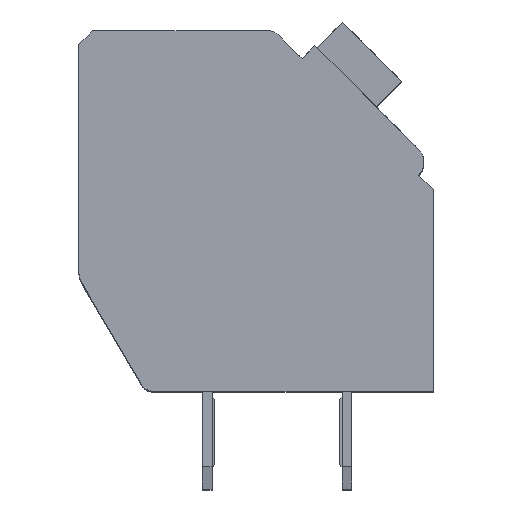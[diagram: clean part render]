
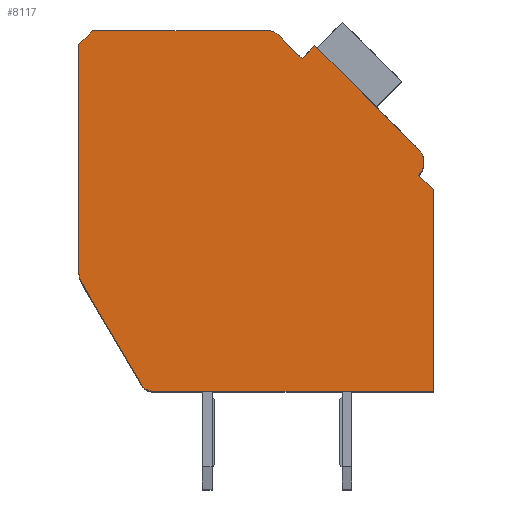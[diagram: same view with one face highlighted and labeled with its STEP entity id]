
A CAD part, top view. The second image highlights one B-rep face of the part: STEP entity #8117.
In plain terms, the highlighted planar face has unit normal (0, 0, 1).
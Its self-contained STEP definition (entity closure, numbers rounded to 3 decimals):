
#221=DIRECTION('',(0.,-1.,0.));
#222=VECTOR('',#221,8.053);
#223=CARTESIAN_POINT('',(-12.7,12.4,2.1));
#224=LINE('',#223,#222);
#225=DIRECTION('',(-0.707,-0.707,0.));
#226=VECTOR('',#225,0.707);
#227=CARTESIAN_POINT('',(-12.2,12.9,2.1));
#228=LINE('',#227,#226);
#229=DIRECTION('',(-1.,0.,0.));
#230=VECTOR('',#229,6.298);
#231=CARTESIAN_POINT('',(-5.902,12.9,2.1));
#232=LINE('',#231,#230);
#233=CARTESIAN_POINT('',(-5.902,12.4,2.1));
#234=DIRECTION('',(0.,0.,1.));
#235=DIRECTION('',(0.707,0.707,0.));
#236=AXIS2_PLACEMENT_3D('',#233,#234,#235);
#238=DIRECTION('',(-0.707,0.707,0.));
#239=VECTOR('',#238,1.197);
#240=CARTESIAN_POINT('',(-4.702,11.907,2.1));
#241=LINE('',#240,#239);
#242=DIRECTION('',(-0.707,-0.707,0.));
#243=VECTOR('',#242,0.65);
#244=CARTESIAN_POINT('',(-4.243,12.367,2.1));
#245=LINE('',#244,#243);
#246=DIRECTION('',(-0.707,0.707,0.));
#247=VECTOR('',#246,5.25);
#248=CARTESIAN_POINT('',(-0.53,8.655,2.1));
#249=LINE('',#248,#247);
#250=CARTESIAN_POINT('',(-0.99,8.195,2.1));
#251=DIRECTION('',(0.,0.,1.));
#252=DIRECTION('',(0.707,-0.707,0.));
#253=AXIS2_PLACEMENT_3D('',#250,#251,#252);
#255=DIRECTION('',(-0.707,0.707,0.));
#256=VECTOR('',#255,0.75);
#257=CARTESIAN_POINT('',(0.,7.205,2.1));
#258=LINE('',#257,#256);
#259=DIRECTION('',(0.,1.,0.));
#260=VECTOR('',#259,7.205);
#261=CARTESIAN_POINT('',(0.,0.,2.1));
#262=LINE('',#261,#260);
#263=DIRECTION('',(1.,0.,0.));
#264=VECTOR('',#263,10.014);
#265=CARTESIAN_POINT('',(-10.014,0.,2.1));
#266=LINE('',#265,#264);
#267=CARTESIAN_POINT('',(-10.014,0.5,2.1));
#268=DIRECTION('',(0.,0.,1.));
#269=DIRECTION('',(-0.862,-0.508,0.));
#270=AXIS2_PLACEMENT_3D('',#267,#268,#269);
#272=DIRECTION('',(0.508,-0.862,0.));
#273=VECTOR('',#272,4.17);
#274=CARTESIAN_POINT('',(-12.562,3.839,2.1));
#275=LINE('',#274,#273);
#276=CARTESIAN_POINT('',(-11.7,4.347,2.1));
#277=DIRECTION('',(0.,0.,1.));
#278=DIRECTION('',(-1.,0.,0.));
#279=AXIS2_PLACEMENT_3D('',#276,#277,#278);
#6055=CARTESIAN_POINT('',(-12.7,12.4,2.1));
#6056=CARTESIAN_POINT('',(-12.7,4.347,2.1));
#6057=VERTEX_POINT('',#6055);
#6058=VERTEX_POINT('',#6056);
#6059=CARTESIAN_POINT('',(-12.562,3.839,2.1));
#6060=VERTEX_POINT('',#6059);
#6061=CARTESIAN_POINT('',(-10.445,0.246,2.1));
#6062=VERTEX_POINT('',#6061);
#6063=CARTESIAN_POINT('',(-10.014,0.,2.1));
#6064=VERTEX_POINT('',#6063);
#6065=CARTESIAN_POINT('',(0.,0.,2.1));
#6066=VERTEX_POINT('',#6065);
#6067=CARTESIAN_POINT('',(0.,7.205,2.1));
#6068=VERTEX_POINT('',#6067);
#6069=CARTESIAN_POINT('',(-0.53,7.735,2.1));
#6070=VERTEX_POINT('',#6069);
#6071=CARTESIAN_POINT('',(-0.53,8.655,2.1));
#6072=VERTEX_POINT('',#6071);
#6073=CARTESIAN_POINT('',(-4.243,12.367,2.1));
#6074=VERTEX_POINT('',#6073);
#6075=CARTESIAN_POINT('',(-4.702,11.907,2.1));
#6076=VERTEX_POINT('',#6075);
#6077=CARTESIAN_POINT('',(-5.548,12.754,2.1));
#6078=VERTEX_POINT('',#6077);
#6079=CARTESIAN_POINT('',(-5.902,12.9,2.1));
#6080=VERTEX_POINT('',#6079);
#6081=CARTESIAN_POINT('',(-12.2,12.9,2.1));
#6082=VERTEX_POINT('',#6081);
#8084=CARTESIAN_POINT('',(0.,0.,2.1));
#8085=DIRECTION('',(0.,0.,1.));
#8086=DIRECTION('',(1.,0.,0.));
#8087=AXIS2_PLACEMENT_3D('',#8084,#8085,#8086);
#8088=PLANE('',#8087);
#8089=ORIENTED_EDGE('',*,*,#7906,.F.);
#8091=ORIENTED_EDGE('',*,*,#8090,.F.);
#8093=ORIENTED_EDGE('',*,*,#8092,.F.);
#8095=ORIENTED_EDGE('',*,*,#8094,.F.);
#8097=ORIENTED_EDGE('',*,*,#8096,.F.);
#8099=ORIENTED_EDGE('',*,*,#8098,.F.);
#8101=ORIENTED_EDGE('',*,*,#8100,.F.);
#8103=ORIENTED_EDGE('',*,*,#8102,.F.);
#8105=ORIENTED_EDGE('',*,*,#8104,.F.);
#8107=ORIENTED_EDGE('',*,*,#8106,.F.);
#8109=ORIENTED_EDGE('',*,*,#8108,.F.);
#8111=ORIENTED_EDGE('',*,*,#8110,.F.);
#8113=ORIENTED_EDGE('',*,*,#8112,.F.);
#8114=ORIENTED_EDGE('',*,*,#7987,.F.);
#8115=EDGE_LOOP('',(#8089,#8091,#8093,#8095,#8097,#8099,#8101,#8103,#8105,#8107,
#8109,#8111,#8113,#8114));
#8116=FACE_OUTER_BOUND('',#8115,.F.);
#237=CIRCLE('',#236,0.5);
#254=CIRCLE('',#253,0.65);
#271=CIRCLE('',#270,0.5);
#280=CIRCLE('',#279,1.);
#7906=EDGE_CURVE('',#6057,#6058,#224,.T.);
#7987=EDGE_CURVE('',#6058,#6060,#280,.T.);
#8090=EDGE_CURVE('',#6082,#6057,#228,.T.);
#8092=EDGE_CURVE('',#6080,#6082,#232,.T.);
#8094=EDGE_CURVE('',#6078,#6080,#237,.T.);
#8096=EDGE_CURVE('',#6076,#6078,#241,.T.);
#8098=EDGE_CURVE('',#6074,#6076,#245,.T.);
#8100=EDGE_CURVE('',#6072,#6074,#249,.T.);
#8102=EDGE_CURVE('',#6070,#6072,#254,.T.);
#8104=EDGE_CURVE('',#6068,#6070,#258,.T.);
#8106=EDGE_CURVE('',#6066,#6068,#262,.T.);
#8108=EDGE_CURVE('',#6064,#6066,#266,.T.);
#8110=EDGE_CURVE('',#6062,#6064,#271,.T.);
#8112=EDGE_CURVE('',#6060,#6062,#275,.T.);
#8117=ADVANCED_FACE('',(#8116),#8088,.T.);
